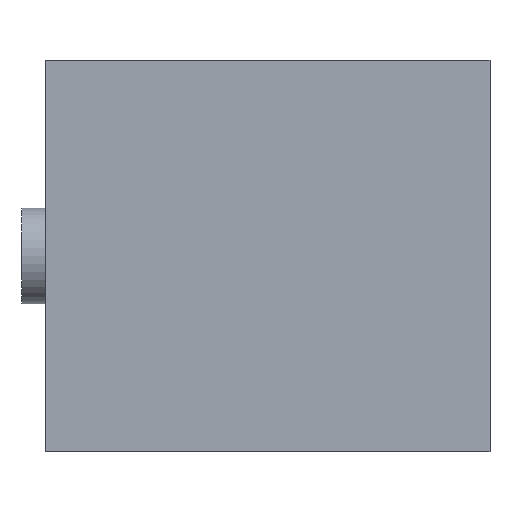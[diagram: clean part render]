
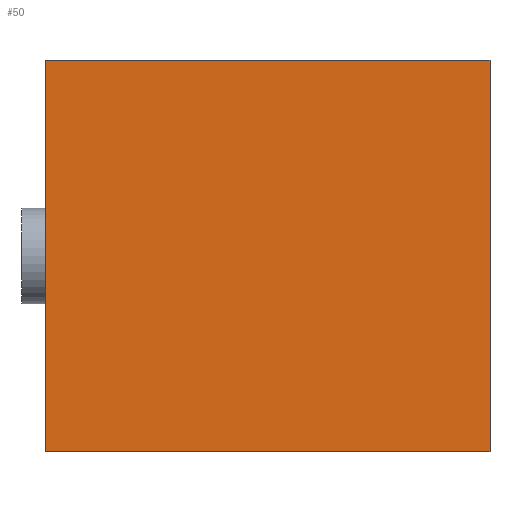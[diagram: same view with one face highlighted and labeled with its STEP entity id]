
A CAD part, left-side view. The second image highlights one B-rep face of the part: STEP entity #50.
In plain terms, the highlighted planar face has unit normal (-1, 0, 0).
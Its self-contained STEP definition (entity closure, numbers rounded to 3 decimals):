
#4 = CARTESIAN_POINT ( 'NONE',  ( -87.583, 66.75, 82. ) ) ;
#28 = VECTOR ( 'NONE', #140, 1000. ) ;
#40 = CARTESIAN_POINT ( 'NONE',  ( -87.583, 66.75, 82. ) ) ;
#42 = VERTEX_POINT ( 'NONE', #305 ) ;
#50 = ADVANCED_FACE ( 'NONE', ( #209 ), #344, .F. ) ;
#63 = DIRECTION ( 'NONE',  ( 0., 1., 0. ) ) ;
#66 = VECTOR ( 'NONE', #265, 1000. ) ;
#72 = CARTESIAN_POINT ( 'NONE',  ( -87.583, -26.25, 82. ) ) ;
#80 = ORIENTED_EDGE ( 'NONE', *, *, #148, .F. ) ;
#93 = DIRECTION ( 'NONE',  ( 0., 0., -1. ) ) ;
#97 = LINE ( 'NONE', #180, #329 ) ;
#101 = CARTESIAN_POINT ( 'NONE',  ( -87.583, 66.75, 0. ) ) ;
#111 = VECTOR ( 'NONE', #259, 1000. ) ;
#115 = EDGE_CURVE ( 'NONE', #178, #213, #97, .T. ) ;
#140 = DIRECTION ( 'NONE',  ( 0., -1., 0. ) ) ;
#148 = EDGE_CURVE ( 'NONE', #263, #42, #175, .T. ) ;
#156 = EDGE_CURVE ( 'NONE', #178, #263, #227, .T. ) ;
#168 = CARTESIAN_POINT ( 'NONE',  ( -87.583, 66.75, 0. ) ) ;
#170 = AXIS2_PLACEMENT_3D ( 'NONE', #4, #204, #63 ) ;
#175 = LINE ( 'NONE', #182, #111 ) ;
#178 = VERTEX_POINT ( 'NONE', #215 ) ;
#180 = CARTESIAN_POINT ( 'NONE',  ( -87.583, 66.75, 82. ) ) ;
#182 = CARTESIAN_POINT ( 'NONE',  ( -87.583, -26.25, 82. ) ) ;
#204 = DIRECTION ( 'NONE',  ( 1., 0., 0. ) ) ;
#209 = FACE_OUTER_BOUND ( 'NONE', #281, .T. ) ;
#213 = VERTEX_POINT ( 'NONE', #101 ) ;
#215 = CARTESIAN_POINT ( 'NONE',  ( -87.583, 66.75, 82. ) ) ;
#227 = LINE ( 'NONE', #40, #66 ) ;
#241 = ORIENTED_EDGE ( 'NONE', *, *, #115, .T. ) ;
#259 = DIRECTION ( 'NONE',  ( 0., 0., -1. ) ) ;
#263 = VERTEX_POINT ( 'NONE', #72 ) ;
#265 = DIRECTION ( 'NONE',  ( 0., -1., 0. ) ) ;
#266 = ORIENTED_EDGE ( 'NONE', *, *, #156, .F. ) ;
#272 = EDGE_CURVE ( 'NONE', #213, #42, #291, .T. ) ;
#281 = EDGE_LOOP ( 'NONE', ( #320, #80, #266, #241 ) ) ;
#291 = LINE ( 'NONE', #168, #28 ) ;
#305 = CARTESIAN_POINT ( 'NONE',  ( -87.583, -26.25, 0. ) ) ;
#320 = ORIENTED_EDGE ( 'NONE', *, *, #272, .T. ) ;
#329 = VECTOR ( 'NONE', #93, 1000. ) ;
#344 = PLANE ( 'NONE',  #170 ) ;
